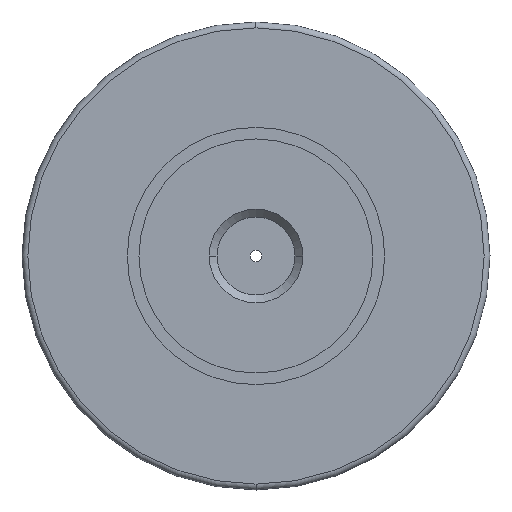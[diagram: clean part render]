
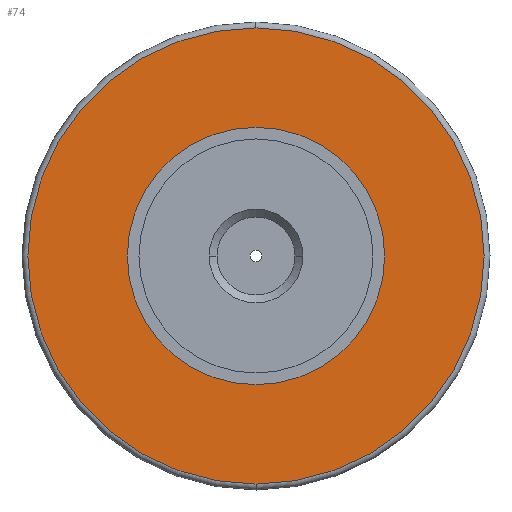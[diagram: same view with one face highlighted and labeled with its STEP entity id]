
A CAD part, left-side view. The second image highlights one B-rep face of the part: STEP entity #74.
In plain terms, the highlighted planar face has unit normal (-1, 0, 0).
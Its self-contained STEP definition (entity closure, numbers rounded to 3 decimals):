
#74=ADVANCED_FACE('',(#162,#163),#164,.T.);
#162=FACE_OUTER_BOUND('',#267,.T.);
#163=FACE_BOUND('',#268,.T.);
#164=PLANE('',#269);
#267=EDGE_LOOP('',(#420,#421,#422));
#268=EDGE_LOOP('',(#423,#424));
#269=AXIS2_PLACEMENT_3D('',#425,#426,#427);
#420=ORIENTED_EDGE('',*,*,#637,.F.);
#421=ORIENTED_EDGE('',*,*,#638,.F.);
#422=ORIENTED_EDGE('',*,*,#639,.F.);
#423=ORIENTED_EDGE('',*,*,#590,.T.);
#424=ORIENTED_EDGE('',*,*,#640,.T.);
#425=CARTESIAN_POINT('',(7.0,15.25,0.0));
#426=DIRECTION('',(-1.0,0.,0.0));
#427=DIRECTION('',(0.,-1.0,-0.0));
#590=EDGE_CURVE('',#683,#688,#690,.T.);
#637=EDGE_CURVE('',#767,#768,#769,.T.);
#638=EDGE_CURVE('',#770,#767,#771,.T.);
#639=EDGE_CURVE('',#768,#770,#772,.T.);
#640=EDGE_CURVE('',#688,#683,#773,.T.);
#683=VERTEX_POINT('',#823);
#688=VERTEX_POINT('',#829);
#690=CIRCLE('',#832,11.0);
#767=VERTEX_POINT('',#921);
#768=VERTEX_POINT('',#922);
#769=CIRCLE('',#923,19.5);
#770=VERTEX_POINT('',#924);
#771=CIRCLE('',#925,19.5);
#772=CIRCLE('',#926,19.5);
#773=CIRCLE('',#927,11.0);
#823=CARTESIAN_POINT('',(7.0,11.0,0.0));
#829=CARTESIAN_POINT('',(7.0,-11.0,0.));
#832=AXIS2_PLACEMENT_3D('',#985,#986,#987);
#921=CARTESIAN_POINT('',(7.0,19.5,0.0));
#922=CARTESIAN_POINT('',(7.0,0.,19.5));
#923=AXIS2_PLACEMENT_3D('',#1072,#1073,#1074);
#924=CARTESIAN_POINT('',(7.0,0.,-19.5));
#925=AXIS2_PLACEMENT_3D('',#1075,#1076,#1077);
#926=AXIS2_PLACEMENT_3D('',#1078,#1079,#1080);
#927=AXIS2_PLACEMENT_3D('',#1081,#1082,#1083);
#985=CARTESIAN_POINT('',(7.0,0.0,0.0));
#986=DIRECTION('',(1.0,0.0,0.0));
#987=DIRECTION('',(0.0,1.0,0.0));
#1072=CARTESIAN_POINT('',(7.0,0.0,0.0));
#1073=DIRECTION('',(1.0,0.0,0.0));
#1074=DIRECTION('',(0.0,1.0,0.0));
#1075=CARTESIAN_POINT('',(7.0,0.0,0.0));
#1076=DIRECTION('',(1.0,0.0,0.0));
#1077=DIRECTION('',(0.0,1.0,0.0));
#1078=CARTESIAN_POINT('',(7.0,0.0,0.0));
#1079=DIRECTION('',(1.0,0.0,0.0));
#1080=DIRECTION('',(0.0,1.0,0.0));
#1081=CARTESIAN_POINT('',(7.0,0.0,0.0));
#1082=DIRECTION('',(1.0,0.0,0.0));
#1083=DIRECTION('',(0.0,1.0,0.0));
